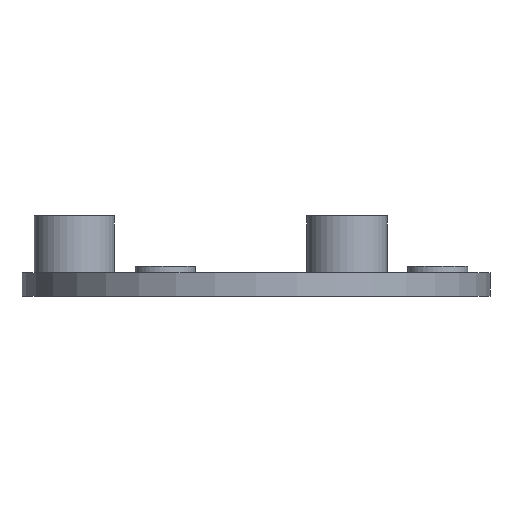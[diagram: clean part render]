
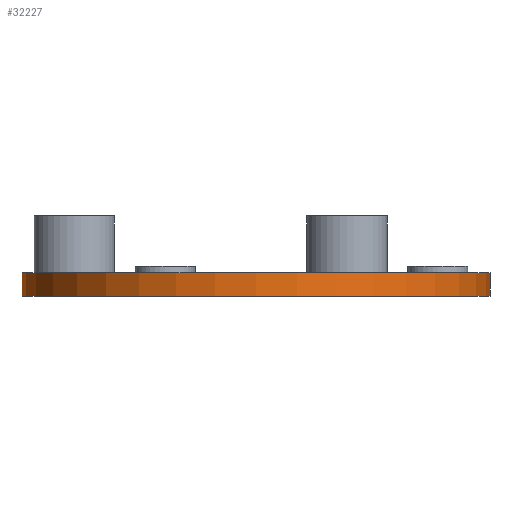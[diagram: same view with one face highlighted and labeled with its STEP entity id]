
A CAD part, front view. The second image highlights one B-rep face of the part: STEP entity #32227.
In plain terms, the highlighted cylindrical face has radius 35 mm (diameter 70 mm), a partial arc.
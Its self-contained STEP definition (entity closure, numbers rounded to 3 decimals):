
#632 = CIRCLE ( 'NONE', #7200, 35. ) ;
#1151 = VERTEX_POINT ( 'NONE', #20639 ) ;
#1372 = CARTESIAN_POINT ( 'NONE',  ( -35., 0., 0. ) ) ;
#1653 = DIRECTION ( 'NONE',  ( 1., 0., 0. ) ) ;
#1917 = CARTESIAN_POINT ( 'NONE',  ( 0., 0., 0. ) ) ;
#2126 = CARTESIAN_POINT ( 'NONE',  ( 0., 0., 3.5 ) ) ;
#3241 = DIRECTION ( 'NONE',  ( 0., 0., -1. ) ) ;
#3454 = CARTESIAN_POINT ( 'NONE',  ( 35., 0., 0. ) ) ;
#4853 = EDGE_CURVE ( 'NONE', #24200, #1151, #632, .T. ) ;
#5711 = DIRECTION ( 'NONE',  ( 1., 0., 0. ) ) ;
#7200 = AXIS2_PLACEMENT_3D ( 'NONE', #2126, #25509, #5711 ) ;
#8719 = EDGE_LOOP ( 'NONE', ( #46303, #47281, #34786, #34821 ) ) ;
#8835 = EDGE_CURVE ( 'NONE', #1151, #26741, #22653, .T. ) ;
#10334 = LINE ( 'NONE', #22925, #20919 ) ;
#10731 = VECTOR ( 'NONE', #19045, 1000. ) ;
#11217 = CARTESIAN_POINT ( 'NONE',  ( 0., 0., 3.5 ) ) ;
#11237 = VERTEX_POINT ( 'NONE', #1372 ) ;
#11466 = FACE_OUTER_BOUND ( 'NONE', #8719, .T. ) ;
#12906 = AXIS2_PLACEMENT_3D ( 'NONE', #1917, #36872, #1653 ) ;
#19045 = DIRECTION ( 'NONE',  ( 0., 0., -1. ) ) ;
#20639 = CARTESIAN_POINT ( 'NONE',  ( 35., 0., 3.5 ) ) ;
#20919 = VECTOR ( 'NONE', #26779, 1000. ) ;
#22653 = LINE ( 'NONE', #39344, #10731 ) ;
#22925 = CARTESIAN_POINT ( 'NONE',  ( -35., 0., 3.5 ) ) ;
#23794 = CYLINDRICAL_SURFACE ( 'NONE', #36696, 35. ) ;
#24200 = VERTEX_POINT ( 'NONE', #29812 ) ;
#25509 = DIRECTION ( 'NONE',  ( 0., 0., 1. ) ) ;
#26741 = VERTEX_POINT ( 'NONE', #3454 ) ;
#26779 = DIRECTION ( 'NONE',  ( 0., 0., -1. ) ) ;
#29812 = CARTESIAN_POINT ( 'NONE',  ( -35., 0., 3.5 ) ) ;
#31773 = CIRCLE ( 'NONE', #12906, 35. ) ;
#32227 = ADVANCED_FACE ( 'NONE', ( #11466 ), #23794, .T. ) ;
#34786 = ORIENTED_EDGE ( 'NONE', *, *, #39755, .T. ) ;
#34821 = ORIENTED_EDGE ( 'NONE', *, *, #42430, .T. ) ;
#36696 = AXIS2_PLACEMENT_3D ( 'NONE', #11217, #3241, #39469 ) ;
#36872 = DIRECTION ( 'NONE',  ( 0., 0., 1. ) ) ;
#39344 = CARTESIAN_POINT ( 'NONE',  ( 35., 0., 3.5 ) ) ;
#39469 = DIRECTION ( 'NONE',  ( -1., 0., 0. ) ) ;
#39755 = EDGE_CURVE ( 'NONE', #24200, #11237, #10334, .T. ) ;
#42430 = EDGE_CURVE ( 'NONE', #11237, #26741, #31773, .T. ) ;
#46303 = ORIENTED_EDGE ( 'NONE', *, *, #8835, .F. ) ;
#47281 = ORIENTED_EDGE ( 'NONE', *, *, #4853, .F. ) ;
